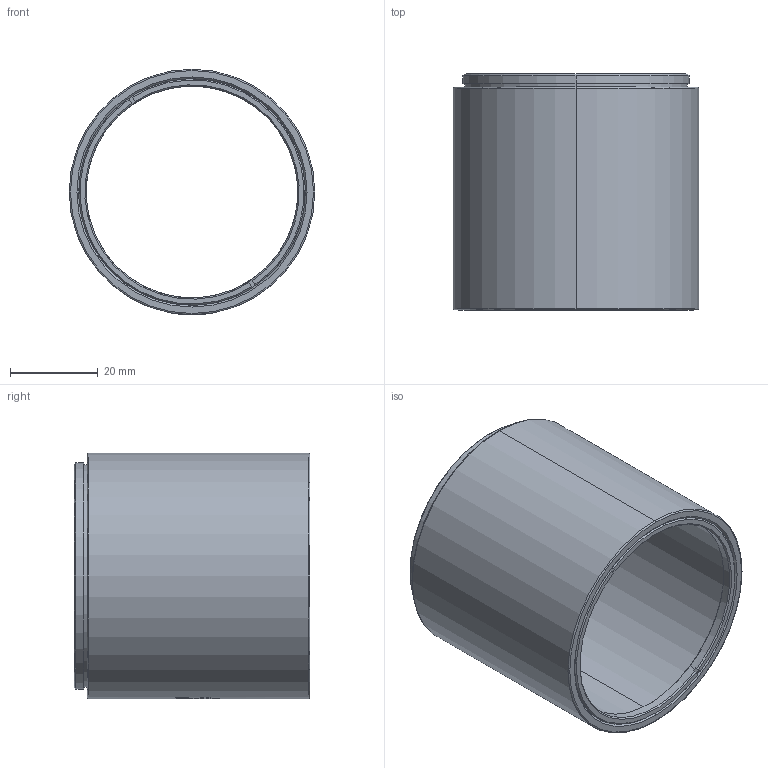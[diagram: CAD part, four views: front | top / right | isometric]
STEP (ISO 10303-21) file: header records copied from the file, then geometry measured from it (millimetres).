
FILE_DESCRIPTION (( 'STEP AP203' ), '1' );
FILE_NAME ('CSSM2-50A.STEP', '2025-06-18T05:31:48', ( '' ), ( '' ), 'SwSTEP 2.0', 'SolidWorks 2020', '' );
FILE_SCHEMA (( 'CONFIG_CONTROL_DESIGN' ));
Length unit declared in the file: millimetre
Products named in the file (1): CSSM2-50A
Bounding box: 56 x 53.8 x 56 mm (x, y, z)
Volume: 20038.8 mm3; surface area: 20679 mm2
Topology: 2 solids, 2 shells, 351 faces, 955 edges, 632 vertices
Faces by surface type: bspline 240, plane 56, cylinder 37, cone 12, torus 6
Entity records: 22505 total; most frequent: CARTESIAN_POINT 15688, ORIENTED_EDGE 1910, EDGE_CURVE 955, B_SPLINE_CURVE_WITH_KNOTS 756, VERTEX_POINT 632, DIRECTION 511, EDGE_LOOP 379, ADVANCED_FACE 351
